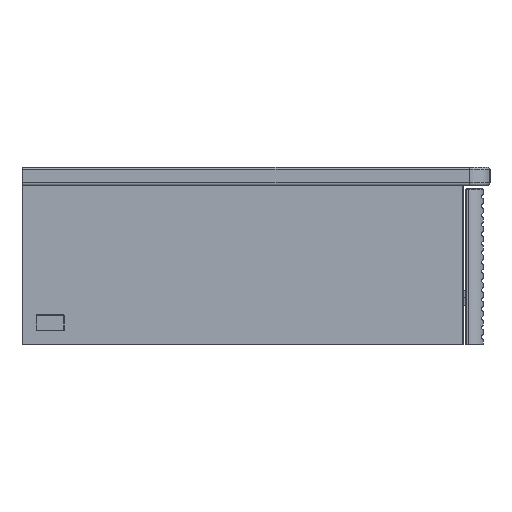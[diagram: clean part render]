
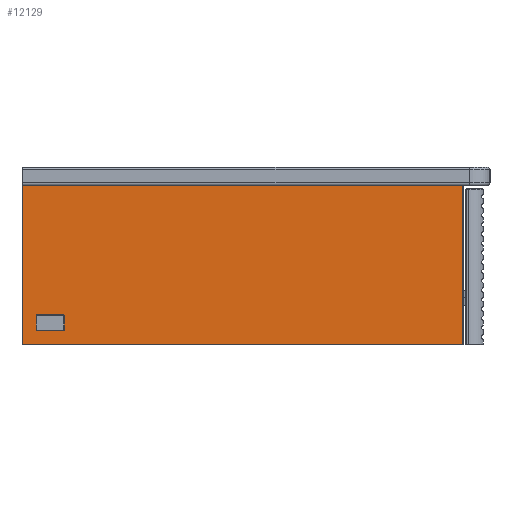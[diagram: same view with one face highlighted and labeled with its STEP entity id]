
A CAD part, left-side view. The second image highlights one B-rep face of the part: STEP entity #12129.
In plain terms, the highlighted planar face has unit normal (-1, 0, 0).
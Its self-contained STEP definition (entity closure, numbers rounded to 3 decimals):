
#11978=CARTESIAN_POINT('',(9595.918,290.925,170.0));
#11979=VERTEX_POINT('',#11978);
#11986=CARTESIAN_POINT('',(9595.918,290.925,0.0));
#11987=VERTEX_POINT('',#11986);
#11988=CARTESIAN_POINT('',(9595.918,290.925,170.0));
#11989=DIRECTION('',(0.0,0.0,-1.0));
#11990=VECTOR('',#11989,170.0);
#11991=LINE('',#11988,#11990);
#11992=EDGE_CURVE('',#11979,#11987,#11991,.T.);
#12048=CARTESIAN_POINT('',(9595.918,761.925,0.0));
#12049=VERTEX_POINT('',#12048);
#12050=CARTESIAN_POINT('',(9595.918,761.925,0.0));
#12051=DIRECTION('',(0.0,-1.0,0.0));
#12052=VECTOR('',#12051,471.);
#12053=LINE('',#12050,#12052);
#12054=EDGE_CURVE('',#12049,#11987,#12053,.T.);
#12106=CARTESIAN_POINT('',(9595.918,526.425,-0.001));
#12107=DIRECTION('',(-1.0,0.0,0.0));
#12108=DIRECTION('',(0.0,0.0,1.0));
#12109=AXIS2_PLACEMENT_3D('',#12106,#12107,#12108);
#12110=PLANE('',#12109);
#12111=ORIENTED_EDGE('',*,*,#11992,.F.);
#12112=CARTESIAN_POINT('',(9595.918,761.925,170.0));
#12113=VERTEX_POINT('',#12112);
#12114=CARTESIAN_POINT('',(9595.918,761.925,170.0));
#12115=DIRECTION('',(0.0,-1.0,0.0));
#12116=VECTOR('',#12115,471.);
#12117=LINE('',#12114,#12116);
#12118=EDGE_CURVE('',#12113,#11979,#12117,.T.);
#12119=ORIENTED_EDGE('',*,*,#12118,.F.);
#12120=CARTESIAN_POINT('',(9595.918,761.925,0.0));
#12121=DIRECTION('',(0.0,0.0,1.0));
#12122=VECTOR('',#12121,170.0);
#12123=LINE('',#12120,#12122);
#12124=EDGE_CURVE('',#12049,#12113,#12123,.T.);
#12125=ORIENTED_EDGE('',*,*,#12124,.F.);
#12126=ORIENTED_EDGE('',*,*,#12054,.T.);
#12127=EDGE_LOOP('',(#12111,#12119,#12125,#12126));
#12128=FACE_OUTER_BOUND('',#12127,.T.);
#12129=ADVANCED_FACE('',(#12128),#12110,.T.);
